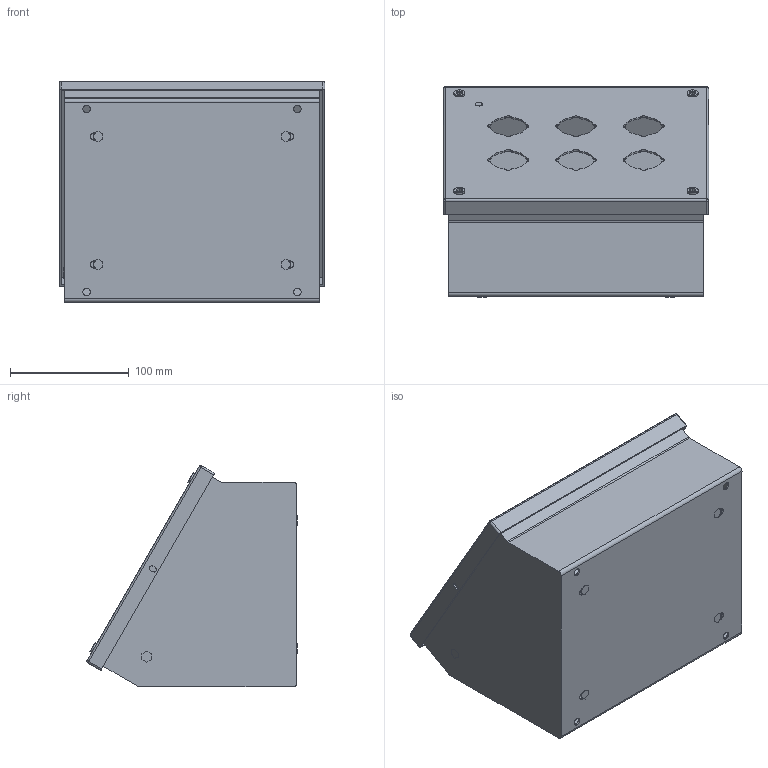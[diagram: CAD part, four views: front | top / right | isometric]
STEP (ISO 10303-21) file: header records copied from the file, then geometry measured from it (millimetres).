
FILE_DESCRIPTION (( 'STEP AP214' ), '1' );
FILE_NAME ('SCE-6PBA.STEP', '2023-07-28T18:49:43', ( '' ), ( '' ), 'SwSTEP 2.0', 'SolidWorks 2021', '' );
FILE_SCHEMA (( 'AUTOMOTIVE_DESIGN' ));
Length unit declared in the file: inch
Products named in the file (1): SCE-6PBA
Bounding box: 223.84 x 177.23 x 186.57 mm (x, y, z)
Volume: 347394.7 mm3; surface area: 449084.5 mm2
Topology: 3 solids, 3 shells, 598 faces, 1606 edges, 1040 vertices
Faces by surface type: cylinder 317, plane 203, torus 40, cone 30, sphere 8
Full cylindrical faces by diameter (mm): 6.35 x4, 6.756 x4, 8.06 x4
Entity records: 19138 total; most frequent: DIRECTION 3538, CARTESIAN_POINT 3431, ORIENTED_EDGE 3156, EDGE_CURVE 1578, AXIS2_PLACEMENT_3D 1407, VERTEX_POINT 1032, CIRCLE 808, LINE 724
